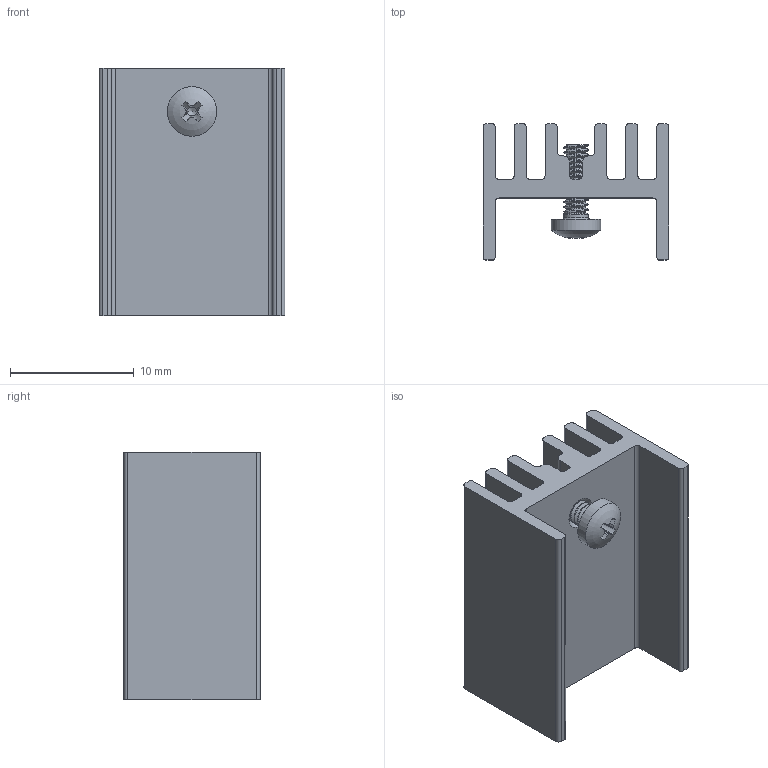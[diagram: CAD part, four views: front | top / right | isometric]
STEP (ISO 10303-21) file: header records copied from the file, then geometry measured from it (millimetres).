
FILE_DESCRIPTION(('FreeCAD Model'),'2;1');
FILE_NAME('HeatsinkTO220.step','2017-05-21T02:29:36',('Author'),(''), 'Open CASCADE STEP processor 6.8','FreeCAD','Unknown');
FILE_SCHEMA(('AUTOMOTIVE_DESIGN_CC2 { 1 2 10303 214 -1 1 5 4 }'));
Length unit declared in the file: millimetre
Products named in the file (3): ASSEMBLY; HeatSink; M2x6-Screw
Assembly tree (2 placements, depth 2):
  ASSEMBLY
    HeatSink
    M2x6-Screw
Bounding box: 15 x 11 x 20 mm (x, y, z)
Volume: 1284.4 mm3; surface area: 2278.8 mm2
Topology: 2 solids, 2 shells, 159 faces, 407 edges, 251 vertices
Faces by surface type: bspline 59, plane 55, cylinder 37, cone 6, revolution 1, sphere 1
Full cylindrical faces by diameter (mm): 2 x2, 4 x1
Entity records: 15811 total; most frequent: CARTESIAN_POINT 8251, DIRECTION 1233, ORIENTED_EDGE 812, PCURVE 812, DEFINITIONAL_REPRESENTATION 812, LINE 733, VECTOR 733, EDGE_CURVE 406
